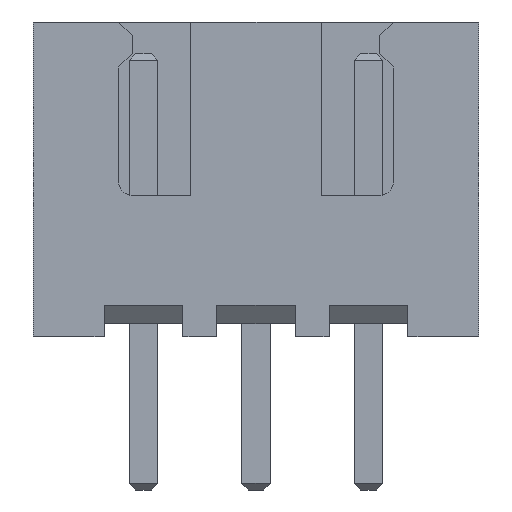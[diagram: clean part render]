
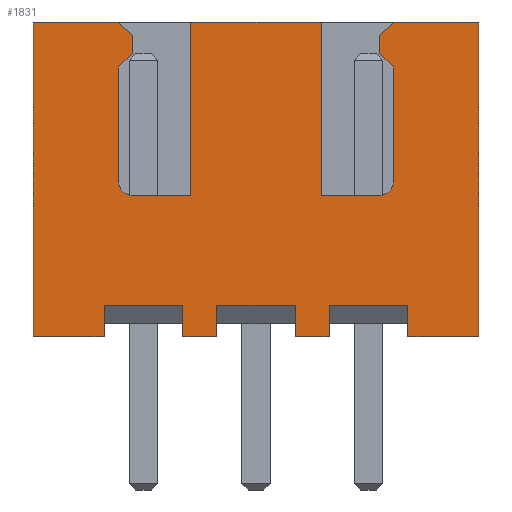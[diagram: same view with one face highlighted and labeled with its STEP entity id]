
A CAD part, front view. The second image highlights one B-rep face of the part: STEP entity #1831.
In plain terms, the highlighted planar face has unit normal (0, -1, 0).
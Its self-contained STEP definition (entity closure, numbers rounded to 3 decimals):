
#29=CIRCLE('',#1953,0.3);
#30=CIRCLE('',#1954,0.3);
#35=FACE_OUTER_BOUND('',#139,.T.);
#139=EDGE_LOOP('',(#1207,#1208,#1209,#1210,#1211,#1212,#1213,#1214,#1215,
#1216,#1217,#1218,#1219,#1220,#1221,#1222,#1223,#1224,#1225,#1226,#1227,
#1228,#1229,#1230,#1231,#1232,#1233,#1234,#1235,#1236,#1237,#1238));
#248=LINE('',#2542,#508);
#254=LINE('',#2554,#514);
#255=LINE('',#2557,#515);
#256=LINE('',#2559,#516);
#257=LINE('',#2561,#517);
#258=LINE('',#2563,#518);
#259=LINE('',#2567,#519);
#260=LINE('',#2568,#520);
#261=LINE('',#2570,#521);
#262=LINE('',#2572,#522);
#263=LINE('',#2576,#523);
#264=LINE('',#2578,#524);
#265=LINE('',#2580,#525);
#266=LINE('',#2582,#526);
#267=LINE('',#2584,#527);
#268=LINE('',#2586,#528);
#269=LINE('',#2588,#529);
#270=LINE('',#2590,#530);
#271=LINE('',#2592,#531);
#272=LINE('',#2594,#532);
#273=LINE('',#2596,#533);
#274=LINE('',#2598,#534);
#275=LINE('',#2600,#535);
#276=LINE('',#2602,#536);
#277=LINE('',#2604,#537);
#278=LINE('',#2606,#538);
#279=LINE('',#2608,#539);
#280=LINE('',#2610,#540);
#281=LINE('',#2612,#541);
#282=LINE('',#2613,#542);
#508=VECTOR('',#2063,1000.);
#514=VECTOR('',#2071,1000.);
#515=VECTOR('',#2074,1000.);
#516=VECTOR('',#2075,1000.);
#517=VECTOR('',#2076,1000.);
#518=VECTOR('',#2077,1000.);
#519=VECTOR('',#2080,1000.);
#520=VECTOR('',#2081,1000.);
#521=VECTOR('',#2082,1000.);
#522=VECTOR('',#2083,1000.);
#523=VECTOR('',#2086,1000.);
#524=VECTOR('',#2087,1000.);
#525=VECTOR('',#2088,1000.);
#526=VECTOR('',#2089,1000.);
#527=VECTOR('',#2090,1000.);
#528=VECTOR('',#2091,1000.);
#529=VECTOR('',#2092,1000.);
#530=VECTOR('',#2093,1000.);
#531=VECTOR('',#2094,1000.);
#532=VECTOR('',#2095,1000.);
#533=VECTOR('',#2096,1000.);
#534=VECTOR('',#2097,1000.);
#535=VECTOR('',#2098,1000.);
#536=VECTOR('',#2099,1000.);
#537=VECTOR('',#2100,1000.);
#538=VECTOR('',#2101,1000.);
#539=VECTOR('',#2102,1000.);
#540=VECTOR('',#2103,1000.);
#541=VECTOR('',#2104,1000.);
#542=VECTOR('',#2105,1000.);
#768=VERTEX_POINT('',#2539);
#769=VERTEX_POINT('',#2541);
#772=VERTEX_POINT('',#2548);
#774=VERTEX_POINT('',#2552);
#775=VERTEX_POINT('',#2556);
#776=VERTEX_POINT('',#2558);
#777=VERTEX_POINT('',#2560);
#778=VERTEX_POINT('',#2562);
#779=VERTEX_POINT('',#2564);
#780=VERTEX_POINT('',#2566);
#781=VERTEX_POINT('',#2569);
#782=VERTEX_POINT('',#2571);
#783=VERTEX_POINT('',#2573);
#784=VERTEX_POINT('',#2575);
#785=VERTEX_POINT('',#2577);
#786=VERTEX_POINT('',#2579);
#787=VERTEX_POINT('',#2581);
#788=VERTEX_POINT('',#2583);
#789=VERTEX_POINT('',#2585);
#790=VERTEX_POINT('',#2587);
#791=VERTEX_POINT('',#2589);
#792=VERTEX_POINT('',#2591);
#793=VERTEX_POINT('',#2593);
#794=VERTEX_POINT('',#2595);
#795=VERTEX_POINT('',#2597);
#796=VERTEX_POINT('',#2599);
#797=VERTEX_POINT('',#2601);
#798=VERTEX_POINT('',#2603);
#799=VERTEX_POINT('',#2605);
#800=VERTEX_POINT('',#2607);
#801=VERTEX_POINT('',#2609);
#802=VERTEX_POINT('',#2611);
#936=EDGE_CURVE('',#768,#769,#248,.T.);
#942=EDGE_CURVE('',#774,#772,#254,.T.);
#943=EDGE_CURVE('',#768,#775,#255,.T.);
#944=EDGE_CURVE('',#775,#776,#256,.T.);
#945=EDGE_CURVE('',#776,#777,#257,.T.);
#946=EDGE_CURVE('',#777,#778,#258,.T.);
#947=EDGE_CURVE('',#778,#779,#29,.T.);
#948=EDGE_CURVE('',#779,#780,#259,.T.);
#949=EDGE_CURVE('',#780,#772,#260,.T.);
#950=EDGE_CURVE('',#781,#774,#261,.T.);
#951=EDGE_CURVE('',#782,#781,#262,.T.);
#952=EDGE_CURVE('',#783,#782,#30,.T.);
#953=EDGE_CURVE('',#784,#783,#263,.T.);
#954=EDGE_CURVE('',#785,#784,#264,.T.);
#955=EDGE_CURVE('',#786,#785,#265,.T.);
#956=EDGE_CURVE('',#787,#786,#266,.T.);
#957=EDGE_CURVE('',#788,#787,#267,.T.);
#958=EDGE_CURVE('',#788,#789,#268,.T.);
#959=EDGE_CURVE('',#789,#790,#269,.T.);
#960=EDGE_CURVE('',#791,#790,#270,.T.);
#961=EDGE_CURVE('',#791,#792,#271,.T.);
#962=EDGE_CURVE('',#792,#793,#272,.T.);
#963=EDGE_CURVE('',#793,#794,#273,.T.);
#964=EDGE_CURVE('',#795,#794,#274,.T.);
#965=EDGE_CURVE('',#795,#796,#275,.T.);
#966=EDGE_CURVE('',#796,#797,#276,.T.);
#967=EDGE_CURVE('',#797,#798,#277,.T.);
#968=EDGE_CURVE('',#799,#798,#278,.T.);
#969=EDGE_CURVE('',#799,#800,#279,.T.);
#970=EDGE_CURVE('',#800,#801,#280,.T.);
#971=EDGE_CURVE('',#801,#802,#281,.T.);
#972=EDGE_CURVE('',#769,#802,#282,.T.);
#1207=ORIENTED_EDGE('',*,*,#943,.T.);
#1208=ORIENTED_EDGE('',*,*,#944,.T.);
#1209=ORIENTED_EDGE('',*,*,#945,.T.);
#1210=ORIENTED_EDGE('',*,*,#946,.T.);
#1211=ORIENTED_EDGE('',*,*,#947,.T.);
#1212=ORIENTED_EDGE('',*,*,#948,.T.);
#1213=ORIENTED_EDGE('',*,*,#949,.T.);
#1214=ORIENTED_EDGE('',*,*,#942,.F.);
#1215=ORIENTED_EDGE('',*,*,#950,.F.);
#1216=ORIENTED_EDGE('',*,*,#951,.F.);
#1217=ORIENTED_EDGE('',*,*,#952,.F.);
#1218=ORIENTED_EDGE('',*,*,#953,.F.);
#1219=ORIENTED_EDGE('',*,*,#954,.F.);
#1220=ORIENTED_EDGE('',*,*,#955,.F.);
#1221=ORIENTED_EDGE('',*,*,#956,.F.);
#1222=ORIENTED_EDGE('',*,*,#957,.F.);
#1223=ORIENTED_EDGE('',*,*,#958,.T.);
#1224=ORIENTED_EDGE('',*,*,#959,.T.);
#1225=ORIENTED_EDGE('',*,*,#960,.F.);
#1226=ORIENTED_EDGE('',*,*,#961,.T.);
#1227=ORIENTED_EDGE('',*,*,#962,.T.);
#1228=ORIENTED_EDGE('',*,*,#963,.T.);
#1229=ORIENTED_EDGE('',*,*,#964,.F.);
#1230=ORIENTED_EDGE('',*,*,#965,.T.);
#1231=ORIENTED_EDGE('',*,*,#966,.T.);
#1232=ORIENTED_EDGE('',*,*,#967,.T.);
#1233=ORIENTED_EDGE('',*,*,#968,.F.);
#1234=ORIENTED_EDGE('',*,*,#969,.T.);
#1235=ORIENTED_EDGE('',*,*,#970,.T.);
#1236=ORIENTED_EDGE('',*,*,#971,.T.);
#1237=ORIENTED_EDGE('',*,*,#972,.F.);
#1238=ORIENTED_EDGE('',*,*,#936,.F.);
#1729=PLANE('',#1952);
#1831=ADVANCED_FACE('',(#35),#1729,.F.);
#1952=AXIS2_PLACEMENT_3D('',#2555,#2072,#2073);
#1953=AXIS2_PLACEMENT_3D('',#2565,#2078,#2079);
#1954=AXIS2_PLACEMENT_3D('',#2574,#2084,#2085);
#2063=DIRECTION('',(1.,0.,0.));
#2071=DIRECTION('',(1.,0.,0.));
#2072=DIRECTION('center_axis',(0.,1.,0.));
#2073=DIRECTION('ref_axis',(0.,0.,1.));
#2074=DIRECTION('',(-0.707,0.,-0.707));
#2075=DIRECTION('',(0.,0.,-1.));
#2076=DIRECTION('',(0.707,0.,-0.707));
#2077=DIRECTION('',(0.,0.,-1.));
#2078=DIRECTION('center_axis',(0.,1.,0.));
#2079=DIRECTION('ref_axis',(0.,0.,-1.));
#2080=DIRECTION('',(-1.,0.,0.));
#2081=DIRECTION('',(0.,0.,1.));
#2082=DIRECTION('',(0.,0.,1.));
#2083=DIRECTION('',(1.,0.,0.));
#2084=DIRECTION('center_axis',(0.,-1.,0.));
#2085=DIRECTION('ref_axis',(0.,0.,-1.));
#2086=DIRECTION('',(0.,0.,-1.));
#2087=DIRECTION('',(-0.707,0.,-0.707));
#2088=DIRECTION('',(0.,0.,-1.));
#2089=DIRECTION('',(0.707,0.,-0.707));
#2090=DIRECTION('',(1.,0.,0.));
#2091=DIRECTION('',(0.,0.,-1.));
#2092=DIRECTION('',(1.,0.,0.));
#2093=DIRECTION('',(0.,0.,-1.));
#2094=DIRECTION('',(1.,0.,0.));
#2095=DIRECTION('',(0.,0.,-1.));
#2096=DIRECTION('',(1.,0.,0.));
#2097=DIRECTION('',(0.,0.,-1.));
#2098=DIRECTION('',(1.,0.,0.));
#2099=DIRECTION('',(0.,0.,-1.));
#2100=DIRECTION('',(1.,0.,0.));
#2101=DIRECTION('',(0.,0.,-1.));
#2102=DIRECTION('',(1.,0.,0.));
#2103=DIRECTION('',(0.,0.,-1.));
#2104=DIRECTION('',(1.,0.,0.));
#2105=DIRECTION('',(0.,0.,-1.));
#2539=CARTESIAN_POINT('',(3.05,-2.875,7.));
#2541=CARTESIAN_POINT('',(4.95,-2.875,7.));
#2542=CARTESIAN_POINT('',(-4.95,-2.875,7.));
#2548=CARTESIAN_POINT('',(1.45,-2.875,7.));
#2552=CARTESIAN_POINT('',(-1.45,-2.875,7.));
#2554=CARTESIAN_POINT('',(-4.95,-2.875,7.));
#2555=CARTESIAN_POINT('Origin',(-4.95,-2.875,7.));
#2556=CARTESIAN_POINT('',(2.75,-2.875,6.7));
#2557=CARTESIAN_POINT('',(3.05,-2.875,7.));
#2558=CARTESIAN_POINT('',(2.75,-2.875,6.3));
#2559=CARTESIAN_POINT('',(2.75,-2.875,6.3));
#2560=CARTESIAN_POINT('',(3.05,-2.875,6.));
#2561=CARTESIAN_POINT('',(2.75,-2.875,6.3));
#2562=CARTESIAN_POINT('',(3.05,-2.875,3.45));
#2563=CARTESIAN_POINT('',(3.05,-2.875,6.));
#2564=CARTESIAN_POINT('',(2.75,-2.875,3.15));
#2565=CARTESIAN_POINT('Origin',(2.75,-2.875,3.45));
#2566=CARTESIAN_POINT('',(1.45,-2.875,3.15));
#2567=CARTESIAN_POINT('',(2.75,-2.875,3.15));
#2568=CARTESIAN_POINT('',(1.45,-2.875,7.));
#2569=CARTESIAN_POINT('',(-1.45,-2.875,3.15));
#2570=CARTESIAN_POINT('',(-1.45,-2.875,7.));
#2571=CARTESIAN_POINT('',(-2.75,-2.875,3.15));
#2572=CARTESIAN_POINT('',(-2.75,-2.875,3.15));
#2573=CARTESIAN_POINT('',(-3.05,-2.875,3.45));
#2574=CARTESIAN_POINT('Origin',(-2.75,-2.875,3.45));
#2575=CARTESIAN_POINT('',(-3.05,-2.875,6.));
#2576=CARTESIAN_POINT('',(-3.05,-2.875,6.));
#2577=CARTESIAN_POINT('',(-2.75,-2.875,6.3));
#2578=CARTESIAN_POINT('',(-2.75,-2.875,6.3));
#2579=CARTESIAN_POINT('',(-2.75,-2.875,6.7));
#2580=CARTESIAN_POINT('',(-2.75,-2.875,6.3));
#2581=CARTESIAN_POINT('',(-3.05,-2.875,7.));
#2582=CARTESIAN_POINT('',(-3.05,-2.875,7.));
#2583=CARTESIAN_POINT('',(-4.95,-2.875,7.));
#2584=CARTESIAN_POINT('',(-4.95,-2.875,7.));
#2585=CARTESIAN_POINT('',(-4.95,-2.875,0.));
#2586=CARTESIAN_POINT('',(-4.95,-2.875,7.));
#2587=CARTESIAN_POINT('',(-3.375,-2.875,0.));
#2588=CARTESIAN_POINT('',(-4.95,-2.875,0.));
#2589=CARTESIAN_POINT('',(-3.375,-2.875,0.7));
#2590=CARTESIAN_POINT('',(-3.375,-2.875,0.3));
#2591=CARTESIAN_POINT('',(-1.625,-2.875,0.7));
#2592=CARTESIAN_POINT('',(-1.625,-2.875,0.7));
#2593=CARTESIAN_POINT('',(-1.625,-2.875,0.));
#2594=CARTESIAN_POINT('',(-1.625,-2.875,0.3));
#2595=CARTESIAN_POINT('',(-0.875,-2.875,0.));
#2596=CARTESIAN_POINT('',(-4.95,-2.875,0.));
#2597=CARTESIAN_POINT('',(-0.875,-2.875,0.7));
#2598=CARTESIAN_POINT('',(-0.875,-2.875,0.3));
#2599=CARTESIAN_POINT('',(0.875,-2.875,0.7));
#2600=CARTESIAN_POINT('',(0.875,-2.875,0.7));
#2601=CARTESIAN_POINT('',(0.875,-2.875,0.));
#2602=CARTESIAN_POINT('',(0.875,-2.875,0.3));
#2603=CARTESIAN_POINT('',(1.625,-2.875,0.));
#2604=CARTESIAN_POINT('',(-4.95,-2.875,0.));
#2605=CARTESIAN_POINT('',(1.625,-2.875,0.7));
#2606=CARTESIAN_POINT('',(1.625,-2.875,0.3));
#2607=CARTESIAN_POINT('',(3.375,-2.875,0.7));
#2608=CARTESIAN_POINT('',(3.375,-2.875,0.7));
#2609=CARTESIAN_POINT('',(3.375,-2.875,0.));
#2610=CARTESIAN_POINT('',(3.375,-2.875,0.3));
#2611=CARTESIAN_POINT('',(4.95,-2.875,0.));
#2612=CARTESIAN_POINT('',(-4.95,-2.875,0.));
#2613=CARTESIAN_POINT('',(4.95,-2.875,7.));
